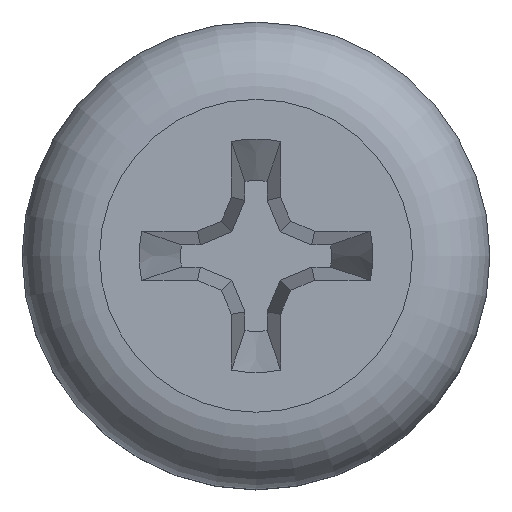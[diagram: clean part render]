
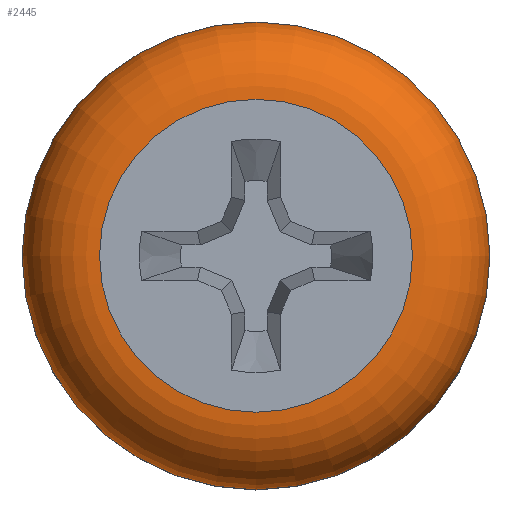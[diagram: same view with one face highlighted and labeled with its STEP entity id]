
A CAD part, top view. The second image highlights one B-rep face of the part: STEP entity #2445.
In plain terms, the highlighted toroidal (fillet/blend) face has major radius 3.178 mm and minor radius 1.573 mm.
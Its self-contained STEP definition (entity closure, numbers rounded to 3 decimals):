
#39=TOROIDAL_SURFACE('',#2604,3.178,1.573);
#253=FACE_OUTER_BOUND('',#383,.T.);
#383=EDGE_LOOP('',(#1891,#1892,#1893,#1894,#1895,#1896,#1897));
#422=CIRCLE('',#2605,4.75);
#423=CIRCLE('',#2606,4.75);
#424=CIRCLE('',#2607,1.573);
#425=CIRCLE('',#2608,3.178);
#426=CIRCLE('',#2609,3.178);
#427=CIRCLE('',#2610,4.75);
#1049=VERTEX_POINT('',#15190);
#1050=VERTEX_POINT('',#15191);
#1051=VERTEX_POINT('',#15193);
#1052=VERTEX_POINT('',#15195);
#1053=VERTEX_POINT('',#15197);
#1407=EDGE_CURVE('',#1049,#1050,#422,.T.);
#1408=EDGE_CURVE('',#1051,#1049,#423,.T.);
#1409=EDGE_CURVE('',#1051,#1052,#424,.T.);
#1410=EDGE_CURVE('',#1052,#1053,#425,.T.);
#1411=EDGE_CURVE('',#1053,#1052,#426,.T.);
#1412=EDGE_CURVE('',#1050,#1051,#427,.T.);
#1891=ORIENTED_EDGE('',*,*,#1407,.F.);
#1892=ORIENTED_EDGE('',*,*,#1408,.F.);
#1893=ORIENTED_EDGE('',*,*,#1409,.T.);
#1894=ORIENTED_EDGE('',*,*,#1410,.T.);
#1895=ORIENTED_EDGE('',*,*,#1411,.T.);
#1896=ORIENTED_EDGE('',*,*,#1409,.F.);
#1897=ORIENTED_EDGE('',*,*,#1412,.F.);
#2445=ADVANCED_FACE('',(#253),#39,.T.);
#2604=AXIS2_PLACEMENT_3D('',#15189,#2968,#2969);
#2605=AXIS2_PLACEMENT_3D('',#15192,#2970,#2971);
#2606=AXIS2_PLACEMENT_3D('',#15194,#2972,#2973);
#2607=AXIS2_PLACEMENT_3D('',#15196,#2974,#2975);
#2608=AXIS2_PLACEMENT_3D('',#15198,#2976,#2977);
#2609=AXIS2_PLACEMENT_3D('',#15199,#2978,#2979);
#2610=AXIS2_PLACEMENT_3D('',#15200,#2980,#2981);
#2968=DIRECTION('center_axis',(0.,0.,-1.));
#2969=DIRECTION('ref_axis',(0.,1.,0.));
#2970=DIRECTION('center_axis',(0.,0.,-1.));
#2971=DIRECTION('ref_axis',(0.,1.,0.));
#2972=DIRECTION('center_axis',(0.,0.,-1.));
#2973=DIRECTION('ref_axis',(0.,1.,0.));
#2974=DIRECTION('center_axis',(-1.,0.,0.));
#2975=DIRECTION('ref_axis',(0.,-1.,0.));
#2976=DIRECTION('center_axis',(0.,0.,-1.));
#2977=DIRECTION('ref_axis',(0.,1.,0.));
#2978=DIRECTION('center_axis',(0.,0.,-1.));
#2979=DIRECTION('ref_axis',(0.,1.,0.));
#2980=DIRECTION('center_axis',(0.,0.,-1.));
#2981=DIRECTION('ref_axis',(0.,1.,0.));
#15189=CARTESIAN_POINT('Origin',(0.,0.,2.128));
#15190=CARTESIAN_POINT('',(-4.75,0.,2.128));
#15191=CARTESIAN_POINT('',(4.75,0.,2.128));
#15192=CARTESIAN_POINT('Origin',(0.,0.,2.128));
#15193=CARTESIAN_POINT('',(0.,-4.75,2.128));
#15194=CARTESIAN_POINT('Origin',(0.,0.,2.128));
#15195=CARTESIAN_POINT('',(0.,-3.178,3.7));
#15196=CARTESIAN_POINT('Origin',(0.,-3.178,2.128));
#15197=CARTESIAN_POINT('',(0.,3.178,3.7));
#15198=CARTESIAN_POINT('Origin',(0.,0.,3.7));
#15199=CARTESIAN_POINT('Origin',(0.,0.,3.7));
#15200=CARTESIAN_POINT('Origin',(0.,0.,2.128));
